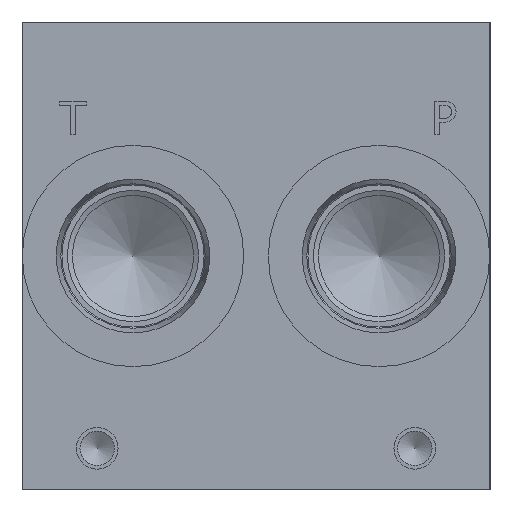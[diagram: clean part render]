
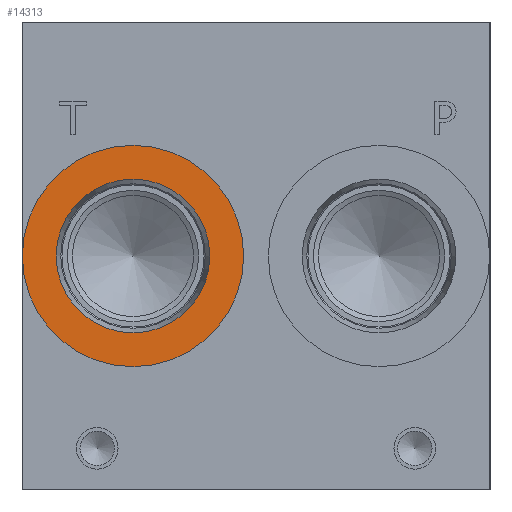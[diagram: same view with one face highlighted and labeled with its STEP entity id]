
A CAD part, left-side view. The second image highlights one B-rep face of the part: STEP entity #14313.
In plain terms, the highlighted planar face has unit normal (-1, 0, 0).
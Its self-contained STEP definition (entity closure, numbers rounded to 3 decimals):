
#256=CIRCLE('',#14971,21.019);
#257=CIRCLE('',#14972,21.019);
#258=CIRCLE('',#14974,14.592);
#259=CIRCLE('',#14975,14.592);
#546=FACE_BOUND('',#2598,.T.);
#1783=FACE_OUTER_BOUND('',#2597,.T.);
#2597=EDGE_LOOP('',(#12062,#12063));
#2598=EDGE_LOOP('',(#12064,#12065));
#6499=VERTEX_POINT('',#24327);
#6500=VERTEX_POINT('',#24329);
#6501=VERTEX_POINT('',#24333);
#6502=VERTEX_POINT('',#24334);
#8420=EDGE_CURVE('',#6499,#6500,#256,.T.);
#8421=EDGE_CURVE('',#6500,#6499,#257,.T.);
#8422=EDGE_CURVE('',#6501,#6502,#258,.T.);
#8423=EDGE_CURVE('',#6502,#6501,#259,.T.);
#12062=ORIENTED_EDGE('',*,*,#8421,.F.);
#12063=ORIENTED_EDGE('',*,*,#8420,.F.);
#12064=ORIENTED_EDGE('',*,*,#8422,.T.);
#12065=ORIENTED_EDGE('',*,*,#8423,.T.);
#13133=PLANE('',#14973);
#14313=ADVANCED_FACE('',(#1783,#546),#13133,.F.);
#14971=AXIS2_PLACEMENT_3D('',#24330,#17527,#17528);
#14972=AXIS2_PLACEMENT_3D('',#24331,#17529,#17530);
#14973=AXIS2_PLACEMENT_3D('',#24332,#17531,#17532);
#14974=AXIS2_PLACEMENT_3D('',#24335,#17533,#17534);
#14975=AXIS2_PLACEMENT_3D('',#24336,#17535,#17536);
#17527=DIRECTION('center_axis',(1.,0.,0.));
#17528=DIRECTION('ref_axis',(0.,0.,-1.));
#17529=DIRECTION('center_axis',(1.,0.,0.));
#17530=DIRECTION('ref_axis',(0.,0.,-1.));
#17531=DIRECTION('center_axis',(1.,0.,0.));
#17532=DIRECTION('ref_axis',(0.,0.,-1.));
#17533=DIRECTION('center_axis',(1.,0.,0.));
#17534=DIRECTION('ref_axis',(0.,0.,-1.));
#17535=DIRECTION('center_axis',(1.,0.,0.));
#17536=DIRECTION('ref_axis',(0.,0.,-1.));
#24327=CARTESIAN_POINT('',(0.787,67.818,23.432));
#24329=CARTESIAN_POINT('',(0.787,67.818,65.469));
#24330=CARTESIAN_POINT('Origin',(0.787,67.818,44.45));
#24331=CARTESIAN_POINT('Origin',(0.787,67.818,44.45));
#24332=CARTESIAN_POINT('Origin',(0.787,67.818,59.042));
#24333=CARTESIAN_POINT('',(0.787,67.818,59.042));
#24334=CARTESIAN_POINT('',(0.787,67.818,29.858));
#24335=CARTESIAN_POINT('Origin',(0.787,67.818,44.45));
#24336=CARTESIAN_POINT('Origin',(0.787,67.818,44.45));
